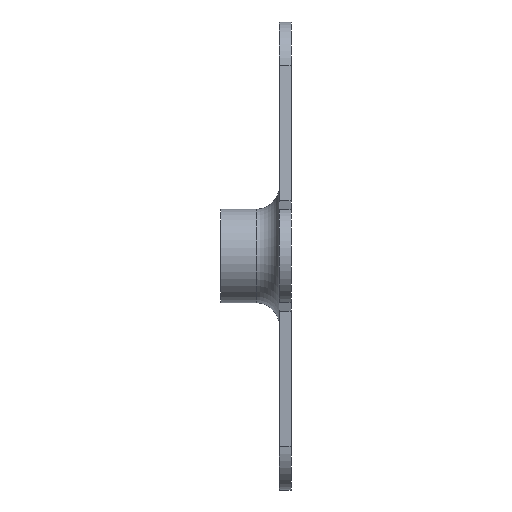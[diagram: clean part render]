
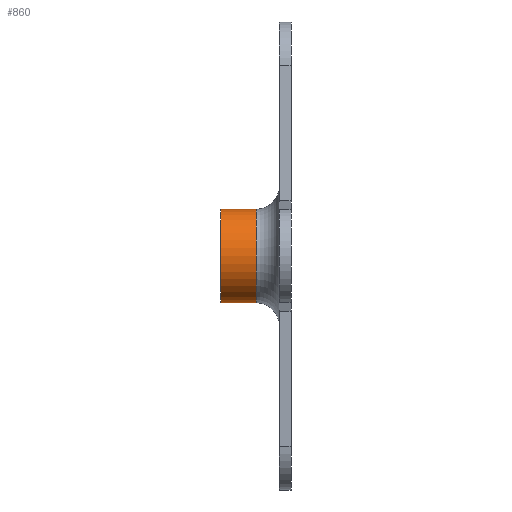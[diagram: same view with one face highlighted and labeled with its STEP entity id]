
A CAD part, left-side view. The second image highlights one B-rep face of the part: STEP entity #860.
In plain terms, the highlighted cylindrical face has radius 4 mm (diameter 8 mm), a partial arc.
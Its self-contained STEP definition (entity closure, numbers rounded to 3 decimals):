
#79 = VERTEX_POINT ( 'NONE', #349 ) ;
#105 = DIRECTION ( 'NONE',  ( 0., 0., -1. ) ) ;
#107 = ORIENTED_EDGE ( 'NONE', *, *, #1016, .F. ) ;
#120 = CIRCLE ( 'NONE', #248, 4. ) ;
#141 = CARTESIAN_POINT ( 'NONE',  ( 0., 3., 4. ) ) ;
#173 = DIRECTION ( 'NONE',  ( 0., -1., 0. ) ) ;
#179 = DIRECTION ( 'NONE',  ( 0., -1., 0. ) ) ;
#248 = AXIS2_PLACEMENT_3D ( 'NONE', #530, #468, #300 ) ;
#293 = VECTOR ( 'NONE', #179, 1000. ) ;
#296 = CARTESIAN_POINT ( 'NONE',  ( 0., 6., 4. ) ) ;
#300 = DIRECTION ( 'NONE',  ( 0., 0., 1. ) ) ;
#320 = VECTOR ( 'NONE', #759, 1000. ) ;
#349 = CARTESIAN_POINT ( 'NONE',  ( 0., 6., -4. ) ) ;
#369 = DIRECTION ( 'NONE',  ( 0., 1., 0. ) ) ;
#378 = CARTESIAN_POINT ( 'NONE',  ( 0., 3., -4. ) ) ;
#385 = DIRECTION ( 'NONE',  ( 0., 0., 1. ) ) ;
#410 = ORIENTED_EDGE ( 'NONE', *, *, #540, .T. ) ;
#429 = CYLINDRICAL_SURFACE ( 'NONE', #882, 4. ) ;
#432 = ORIENTED_EDGE ( 'NONE', *, *, #872, .F. ) ;
#436 = CARTESIAN_POINT ( 'NONE',  ( 0., 6., -4. ) ) ;
#468 = DIRECTION ( 'NONE',  ( 0., 1., 0. ) ) ;
#499 = ORIENTED_EDGE ( 'NONE', *, *, #649, .T. ) ;
#520 = CARTESIAN_POINT ( 'NONE',  ( 0., 6., 4. ) ) ;
#530 = CARTESIAN_POINT ( 'NONE',  ( 0., 6., 0. ) ) ;
#540 = EDGE_CURVE ( 'NONE', #79, #559, #902, .T. ) ;
#559 = VERTEX_POINT ( 'NONE', #378 ) ;
#612 = VERTEX_POINT ( 'NONE', #296 ) ;
#649 = EDGE_CURVE ( 'NONE', #559, #691, #932, .T. ) ;
#680 = EDGE_LOOP ( 'NONE', ( #432, #107, #410, #499 ) ) ;
#691 = VERTEX_POINT ( 'NONE', #141 ) ;
#752 = CARTESIAN_POINT ( 'NONE',  ( 0., 6., 0. ) ) ;
#759 = DIRECTION ( 'NONE',  ( 0., -1., 0. ) ) ;
#860 = ADVANCED_FACE ( 'NONE', ( #919 ), #429, .T. ) ;
#872 = EDGE_CURVE ( 'NONE', #612, #691, #900, .T. ) ;
#880 = AXIS2_PLACEMENT_3D ( 'NONE', #930, #369, #385 ) ;
#882 = AXIS2_PLACEMENT_3D ( 'NONE', #752, #173, #105 ) ;
#900 = LINE ( 'NONE', #520, #293 ) ;
#902 = LINE ( 'NONE', #436, #320 ) ;
#919 = FACE_OUTER_BOUND ( 'NONE', #680, .T. ) ;
#930 = CARTESIAN_POINT ( 'NONE',  ( 0., 3., 0. ) ) ;
#932 = CIRCLE ( 'NONE', #880, 4. ) ;
#1016 = EDGE_CURVE ( 'NONE', #79, #612, #120, .T. ) ;
